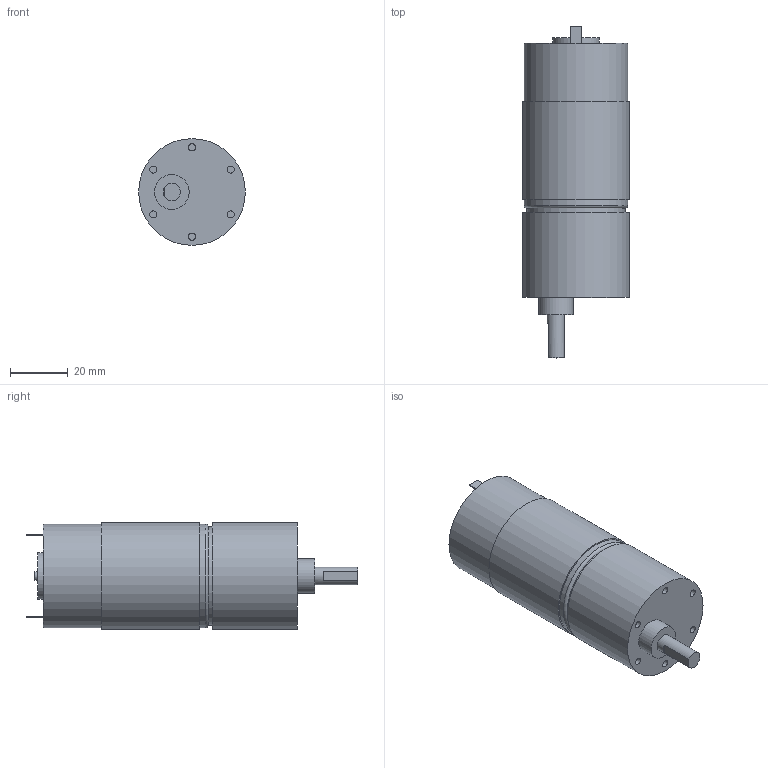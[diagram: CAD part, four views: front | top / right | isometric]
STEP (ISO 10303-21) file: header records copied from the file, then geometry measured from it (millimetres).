
FILE_DESCRIPTION( ( 'Unknown' ), '1' );
FILE_NAME( 'SD3757-500--1000-F.stp', 'Unknown', ( 'Unknown' ), ( 'Unknown' ), 'PSStep 17.0.49', 'Unknown', ' ' );
FILE_SCHEMA( ( 'AUTOMOTIVE_DESIGN { 1 0 10303 214 1 1 1 1 }' ) );
Length unit declared in the file: millimetre
Products named in the file (1): 1
Bounding box: 37 x 115.1 x 37 mm (x, y, z)
Volume: 94501.8 mm3; surface area: 13543.8 mm2
Topology: 1 solids, 1 shells, 43 faces, 77 edges, 51 vertices
Faces by surface type: plane 27, cylinder 15, torus 1
Full cylindrical faces by diameter (mm): 2.459 x6, 3 x1, 6 x1, 12 x1, 16 x1, 34 x1, 36 x2, 37 x2
Entity records: 1316 total; most frequent: DIRECTION 178, CARTESIAN_POINT 152, ORIENTED_EDGE 118, AXIS2_PLACEMENT_3D 75, EDGE_LOOP 74, FACE_OUTER_BOUND 59, EDGE_CURVE 59, VERTEX_POINT 49
